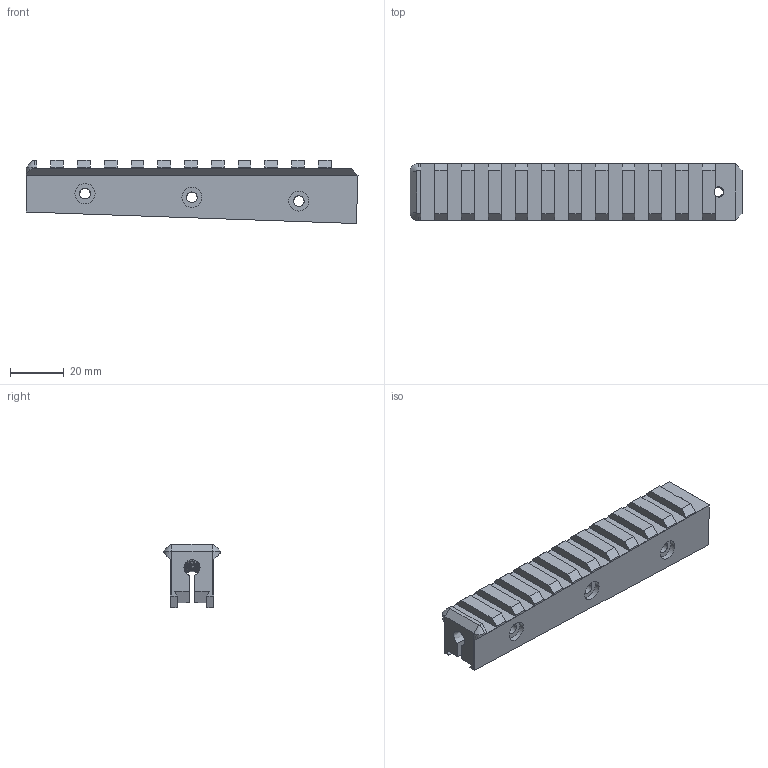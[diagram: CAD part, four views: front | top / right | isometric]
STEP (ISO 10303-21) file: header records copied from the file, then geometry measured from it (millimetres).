
FILE_DESCRIPTION((''),'2;1');
FILE_NAME('__00_1','2024-03-22T14:14:02',('Vlad'),(''),'CREO PARAMETRIC BY PTC INC, 2021424','CREO PARAMETRIC BY PTC INC, 2021424','');
FILE_SCHEMA(('AUTOMOTIVE_DESIGN { 1 0 10303 214 1 1 1 1 }'));
Length unit declared in the file: millimetre
Products named in the file (1): __00_1
Bounding box: 124.12 x 21.21 x 23.59 mm (x, y, z)
Volume: 32462.1 mm3; surface area: 15989.5 mm2
Topology: 1 solids, 1 shells, 143 faces, 420 edges, 278 vertices
Faces by surface type: bspline 143
Entity records: 5778 total; most frequent: CARTESIAN_POINT 1880, ORIENTED_EDGE 840, DIRECTION 513, EDGE_CURVE 420, VECTOR 358, LINE 358, VERTEX_POINT 278, EDGE_LOOP 156
